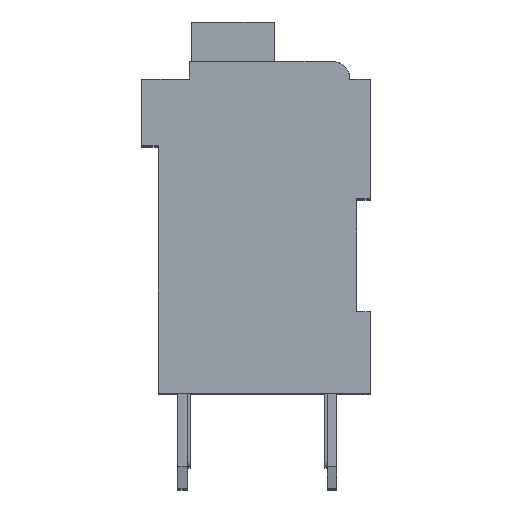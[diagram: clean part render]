
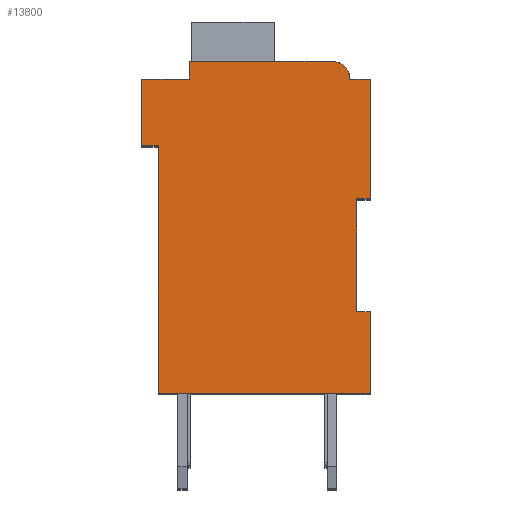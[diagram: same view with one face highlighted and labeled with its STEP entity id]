
A CAD part, top view. The second image highlights one B-rep face of the part: STEP entity #13800.
In plain terms, the highlighted planar face has unit normal (0, 0, 1).
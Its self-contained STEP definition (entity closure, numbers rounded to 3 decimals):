
#1482=DIRECTION('',(1.,0.,0.));
#1483=VECTOR('',#1482,0.5);
#1484=CARTESIAN_POINT('',(7.3,7.15,2.1));
#1485=LINE('',#1484,#1483);
#1486=DIRECTION('',(0.,1.,0.));
#1487=VECTOR('',#1486,4.15);
#1488=CARTESIAN_POINT('',(7.3,3.,2.1));
#1489=LINE('',#1488,#1487);
#1490=DIRECTION('',(-1.,0.,0.));
#1491=VECTOR('',#1490,0.5);
#1492=CARTESIAN_POINT('',(7.8,3.,2.1));
#1493=LINE('',#1492,#1491);
#1494=DIRECTION('',(0.,1.,0.));
#1495=VECTOR('',#1494,3.);
#1496=CARTESIAN_POINT('',(7.8,0.,2.1));
#1497=LINE('',#1496,#1495);
#1498=DIRECTION('',(1.,0.,0.));
#1499=VECTOR('',#1498,7.8);
#1500=CARTESIAN_POINT('',(0.,0.,2.1));
#1501=LINE('',#1500,#1499);
#1502=DIRECTION('',(0.,-1.,0.));
#1503=VECTOR('',#1502,9.1);
#1504=CARTESIAN_POINT('',(0.,9.1,2.1));
#1505=LINE('',#1504,#1503);
#1506=DIRECTION('',(1.,0.,0.));
#1507=VECTOR('',#1506,0.6);
#1508=CARTESIAN_POINT('',(-0.6,9.1,2.1));
#1509=LINE('',#1508,#1507);
#1510=DIRECTION('',(0.,-1.,0.));
#1511=VECTOR('',#1510,2.45);
#1512=CARTESIAN_POINT('',(-0.6,11.55,2.1));
#1513=LINE('',#1512,#1511);
#1514=DIRECTION('',(-1.,0.,0.));
#1515=VECTOR('',#1514,1.75);
#1516=CARTESIAN_POINT('',(1.15,11.55,2.1));
#1517=LINE('',#1516,#1515);
#1518=DIRECTION('',(0.,-1.,0.));
#1519=VECTOR('',#1518,0.65);
#1520=CARTESIAN_POINT('',(1.15,12.2,2.1));
#1521=LINE('',#1520,#1519);
#1522=DIRECTION('',(-1.,0.,0.));
#1523=VECTOR('',#1522,5.25);
#1524=CARTESIAN_POINT('',(6.4,12.2,2.1));
#1525=LINE('',#1524,#1523);
#1526=CARTESIAN_POINT('',(6.4,11.55,2.1));
#1527=DIRECTION('',(0.,0.,1.));
#1528=DIRECTION('',(1.,0.,0.));
#1529=AXIS2_PLACEMENT_3D('',#1526,#1527,#1528);
#1531=DIRECTION('',(-1.,0.,0.));
#1532=VECTOR('',#1531,0.75);
#1533=CARTESIAN_POINT('',(7.8,11.55,2.1));
#1534=LINE('',#1533,#1532);
#1535=DIRECTION('',(0.,1.,0.));
#1536=VECTOR('',#1535,4.4);
#1537=CARTESIAN_POINT('',(7.8,7.15,2.1));
#1538=LINE('',#1537,#1536);
#9411=CARTESIAN_POINT('',(7.3,7.15,2.1));
#9412=CARTESIAN_POINT('',(7.8,7.15,2.1));
#9413=VERTEX_POINT('',#9411);
#9414=VERTEX_POINT('',#9412);
#9415=CARTESIAN_POINT('',(7.8,11.55,2.1));
#9416=VERTEX_POINT('',#9415);
#9417=CARTESIAN_POINT('',(7.05,11.55,2.1));
#9418=VERTEX_POINT('',#9417);
#9419=CARTESIAN_POINT('',(6.4,12.2,2.1));
#9420=VERTEX_POINT('',#9419);
#9421=CARTESIAN_POINT('',(1.15,12.2,2.1));
#9422=VERTEX_POINT('',#9421);
#9423=CARTESIAN_POINT('',(1.15,11.55,2.1));
#9424=VERTEX_POINT('',#9423);
#9425=CARTESIAN_POINT('',(-0.6,11.55,2.1));
#9426=VERTEX_POINT('',#9425);
#9427=CARTESIAN_POINT('',(-0.6,9.1,2.1));
#9428=VERTEX_POINT('',#9427);
#9429=CARTESIAN_POINT('',(0.,9.1,2.1));
#9430=VERTEX_POINT('',#9429);
#9431=CARTESIAN_POINT('',(0.,0.,2.1));
#9432=VERTEX_POINT('',#9431);
#9433=CARTESIAN_POINT('',(7.8,0.,2.1));
#9434=VERTEX_POINT('',#9433);
#9435=CARTESIAN_POINT('',(7.8,3.,2.1));
#9436=VERTEX_POINT('',#9435);
#9437=CARTESIAN_POINT('',(7.3,3.,2.1));
#9438=VERTEX_POINT('',#9437);
#13770=CARTESIAN_POINT('',(0.,0.,2.1));
#13771=DIRECTION('',(0.,0.,1.));
#13772=DIRECTION('',(1.,0.,0.));
#13773=AXIS2_PLACEMENT_3D('',#13770,#13771,#13772);
#13774=PLANE('',#13773);
#13775=ORIENTED_EDGE('',*,*,#12364,.F.);
#13776=ORIENTED_EDGE('',*,*,#12857,.F.);
#13778=ORIENTED_EDGE('',*,*,#13777,.F.);
#13780=ORIENTED_EDGE('',*,*,#13779,.F.);
#13781=ORIENTED_EDGE('',*,*,#13137,.F.);
#13782=ORIENTED_EDGE('',*,*,#13046,.F.);
#13784=ORIENTED_EDGE('',*,*,#13783,.F.);
#13786=ORIENTED_EDGE('',*,*,#13785,.F.);
#13788=ORIENTED_EDGE('',*,*,#13787,.F.);
#13790=ORIENTED_EDGE('',*,*,#13789,.F.);
#13792=ORIENTED_EDGE('',*,*,#13791,.F.);
#13794=ORIENTED_EDGE('',*,*,#13793,.F.);
#13796=ORIENTED_EDGE('',*,*,#13795,.F.);
#13797=ORIENTED_EDGE('',*,*,#12633,.F.);
#13798=EDGE_LOOP('',(#13775,#13776,#13778,#13780,#13781,#13782,#13784,#13786,
#13788,#13790,#13792,#13794,#13796,#13797));
#13799=FACE_OUTER_BOUND('',#13798,.F.);
#1530=CIRCLE('',#1529,0.65);
#12364=EDGE_CURVE('',#9413,#9414,#1485,.T.);
#12633=EDGE_CURVE('',#9414,#9416,#1538,.T.);
#12857=EDGE_CURVE('',#9438,#9413,#1489,.T.);
#13046=EDGE_CURVE('',#9430,#9432,#1505,.T.);
#13137=EDGE_CURVE('',#9432,#9434,#1501,.T.);
#13777=EDGE_CURVE('',#9436,#9438,#1493,.T.);
#13779=EDGE_CURVE('',#9434,#9436,#1497,.T.);
#13783=EDGE_CURVE('',#9428,#9430,#1509,.T.);
#13785=EDGE_CURVE('',#9426,#9428,#1513,.T.);
#13787=EDGE_CURVE('',#9424,#9426,#1517,.T.);
#13789=EDGE_CURVE('',#9422,#9424,#1521,.T.);
#13791=EDGE_CURVE('',#9420,#9422,#1525,.T.);
#13793=EDGE_CURVE('',#9418,#9420,#1530,.T.);
#13795=EDGE_CURVE('',#9416,#9418,#1534,.T.);
#13800=ADVANCED_FACE('',(#13799),#13774,.T.);
